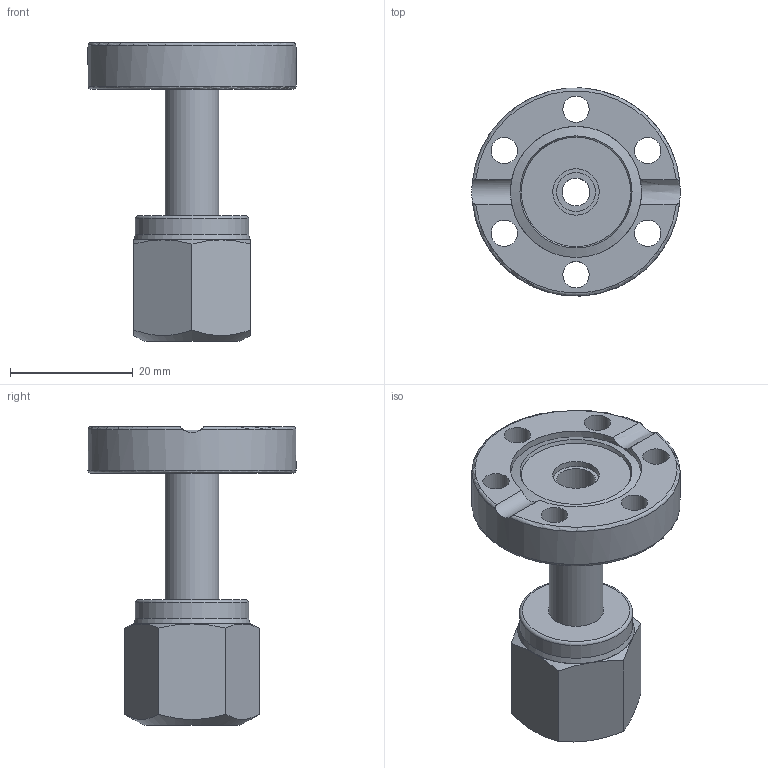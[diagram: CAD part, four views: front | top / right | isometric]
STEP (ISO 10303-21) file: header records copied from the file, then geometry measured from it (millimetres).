
FILE_DESCRIPTION((''),'2;1');
FILE_NAME('F16VCR6F.stp','2009-04-15T14:55:34',('hasers'),(''),'Autodesk Inventor 2008','Autodesk Inventor 2008','');
FILE_SCHEMA(('AUTOMOTIVE_DESIGN { 1 0 10303 214 1 1 1 1 }'));
Length unit declared in the file: millimetre
Products named in the file (4): F16VCR6F; CF-07 [Keywords [Summary]=1.4404][Company [Summary]=Vacom][Title [Summary]=F16]_7; VCR-14INCH-F-MUTTER; VCR-14INCH-TU9MM
Assembly tree (3 placements, depth 2):
  F16VCR6F
    CF-07 [Keywords [Summary]=1.4404][Company [Summary]=Vacom][Title [Summary]=F16]_7
    VCR-14INCH-F-MUTTER
    VCR-14INCH-TU9MM
Bounding box: 34 x 33.97 x 48.8 mm (x, y, z)
Volume: 10679.9 mm3; surface area: 7355.2 mm2
Topology: 3 solids, 3 shells, 65 faces, 155 edges, 101 vertices
Faces by surface type: plane 25, cylinder 16, cone 12, bspline 7, torus 5
Full cylindrical faces by diameter (mm): 4.56 x1, 6.35 x1, 7.575 x1, 8.8 x2, 9 x1, 11.3 x1, 12.5 x1, 12.6 x2, 14.2 x1, 18.5 x1, 19 x1, 21.4 x1, 34 x1
Entity records: 1992 total; most frequent: CARTESIAN_POINT 561, DIRECTION 278, ORIENTED_EDGE 234, AXIS2_PLACEMENT_3D 128, EDGE_LOOP 118, EDGE_CURVE 117, VERTEX_POINT 93, FACE_OUTER_BOUND 65
